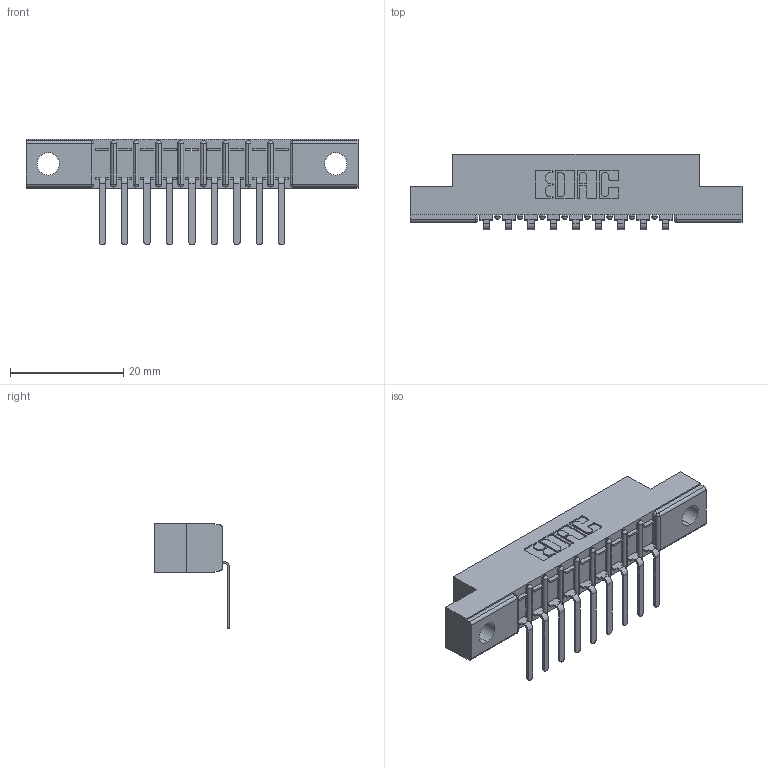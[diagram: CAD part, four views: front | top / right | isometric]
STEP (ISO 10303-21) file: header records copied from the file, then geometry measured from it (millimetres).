
FILE_DESCRIPTION (( 'STEP AP203' ), '1' );
FILE_NAME ('357-009-557-102.STEP', '2019-09-16T18:14:06', ( '' ), ( '' ), 'SwSTEP 2.0', 'SolidWorks 2016', '' );
FILE_SCHEMA (( 'CONFIG_CONTROL_DESIGN' ));
Length unit declared in the file: inch
Products named in the file (3): 307-290-002_557; 357-009-557-102; 307 Part_.128 Dia Mounting Holes
Assembly tree (10 placements, depth 2):
  357-009-557-102
    307 Part_.128 Dia Mounting Holes
    307-290-002_557  x9
Bounding box: 58.67 x 13.32 x 18.67 mm (x, y, z)
Volume: 3803.2 mm3; surface area: 6191.1 mm2
Topology: 10 solids, 10 shells, 830 faces, 2519 edges, 1650 vertices
Faces by surface type: plane 493, cylinder 317, sphere 20
Entity records: 12640 total; most frequent: CARTESIAN_POINT 2128, ORIENTED_EDGE 2118, DIRECTION 2083, EDGE_CURVE 1059, VECTOR 793, LINE 793, VERTEX_POINT 690, AXIS2_PLACEMENT_3D 645
